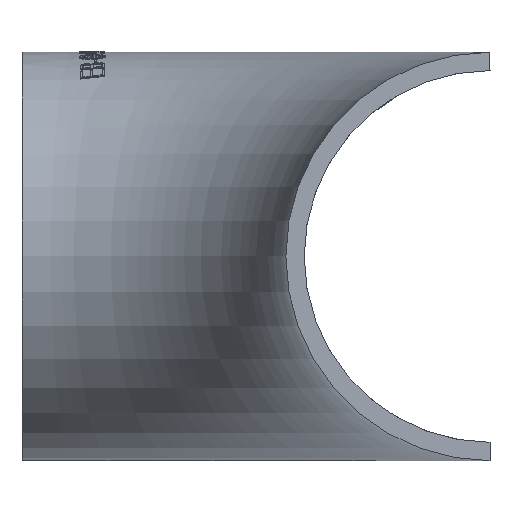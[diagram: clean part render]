
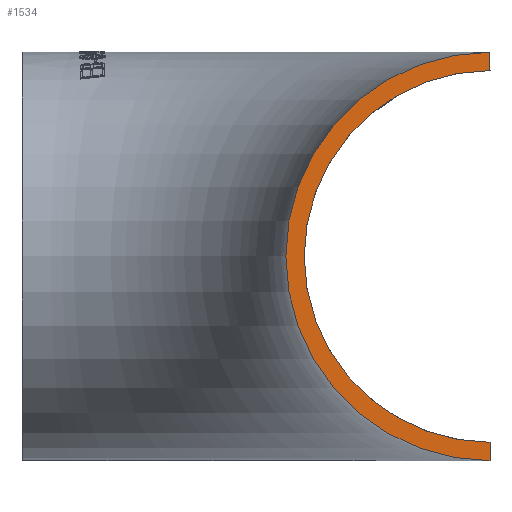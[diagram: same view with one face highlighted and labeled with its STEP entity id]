
A CAD part, left-side view. The second image highlights one B-rep face of the part: STEP entity #1534.
In plain terms, the highlighted planar face has unit normal (-1, 0, 0).
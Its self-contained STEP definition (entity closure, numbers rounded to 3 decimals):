
#142 = CARTESIAN_POINT ( 'NONE',  ( 0., 0., 22.25 ) ) ;
#227 = AXIS2_PLACEMENT_3D ( 'NONE', #3552, #7010, #9188 ) ;
#258 = CARTESIAN_POINT ( 'NONE',  ( 0., 0., -45.75 ) ) ;
#350 = CARTESIAN_POINT ( 'NONE',  ( 0., 0., -45.75 ) ) ;
#864 = CARTESIAN_POINT ( 'NONE',  ( 0., 0., 20.25 ) ) ;
#1009 = AXIS2_PLACEMENT_3D ( 'NONE', #8695, #6605, #5846 ) ;
#1073 = CIRCLE ( 'NONE', #1009, 20.25 ) ;
#1534 = ADVANCED_FACE ( 'NONE', ( #4091 ), #6381, .F. ) ;
#1761 = VECTOR ( 'NONE', #4771, 1000. ) ;
#2545 = AXIS2_PLACEMENT_3D ( 'NONE', #3746, #6566, #3807 ) ;
#3044 = CIRCLE ( 'NONE', #2545, 22.25 ) ;
#3352 = ORIENTED_EDGE ( 'NONE', *, *, #3442, .F. ) ;
#3442 = EDGE_CURVE ( 'NONE', #5714, #5064, #3044, .T. ) ;
#3552 = CARTESIAN_POINT ( 'NONE',  ( 0., 0., 0. ) ) ;
#3679 = ORIENTED_EDGE ( 'NONE', *, *, #5623, .T. ) ;
#3746 = CARTESIAN_POINT ( 'NONE',  ( 0., 0., 0. ) ) ;
#3780 = LINE ( 'NONE', #258, #7821 ) ;
#3807 = DIRECTION ( 'NONE',  ( 0., 0., -1. ) ) ;
#4091 = FACE_OUTER_BOUND ( 'NONE', #8637, .T. ) ;
#4657 = ORIENTED_EDGE ( 'NONE', *, *, #4778, .T. ) ;
#4771 = DIRECTION ( 'NONE',  ( 0., 0., 1. ) ) ;
#4778 = EDGE_CURVE ( 'NONE', #7669, #7171, #1073, .T. ) ;
#4832 = LINE ( 'NONE', #350, #1761 ) ;
#5064 = VERTEX_POINT ( 'NONE', #142 ) ;
#5621 = ORIENTED_EDGE ( 'NONE', *, *, #7111, .T. ) ;
#5623 = EDGE_CURVE ( 'NONE', #5714, #7669, #4832, .T. ) ;
#5714 = VERTEX_POINT ( 'NONE', #8507 ) ;
#5846 = DIRECTION ( 'NONE',  ( 0., 0., -1. ) ) ;
#6381 = PLANE ( 'NONE',  #227 ) ;
#6566 = DIRECTION ( 'NONE',  ( 1., 0., 0. ) ) ;
#6605 = DIRECTION ( 'NONE',  ( 1., 0., 0. ) ) ;
#6703 = DIRECTION ( 'NONE',  ( 0., 0., 1. ) ) ;
#7010 = DIRECTION ( 'NONE',  ( 1., 0., 0. ) ) ;
#7111 = EDGE_CURVE ( 'NONE', #7171, #5064, #3780, .T. ) ;
#7171 = VERTEX_POINT ( 'NONE', #864 ) ;
#7345 = CARTESIAN_POINT ( 'NONE',  ( 0., 0., -20.25 ) ) ;
#7669 = VERTEX_POINT ( 'NONE', #7345 ) ;
#7821 = VECTOR ( 'NONE', #6703, 1000. ) ;
#8507 = CARTESIAN_POINT ( 'NONE',  ( 0., 0., -22.25 ) ) ;
#8637 = EDGE_LOOP ( 'NONE', ( #3679, #4657, #5621, #3352 ) ) ;
#8695 = CARTESIAN_POINT ( 'NONE',  ( 0., 0., 0. ) ) ;
#9188 = DIRECTION ( 'NONE',  ( 0., 0., -1. ) ) ;
